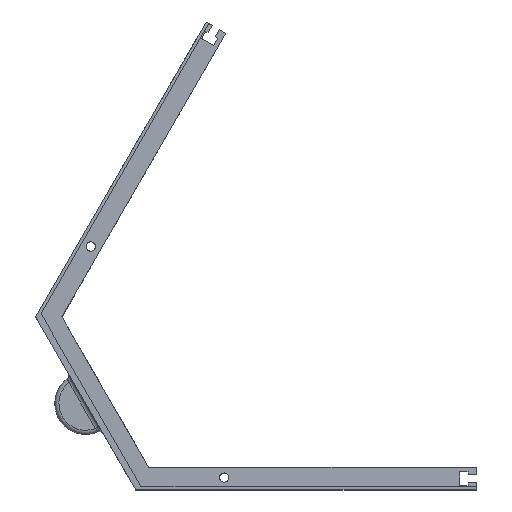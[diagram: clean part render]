
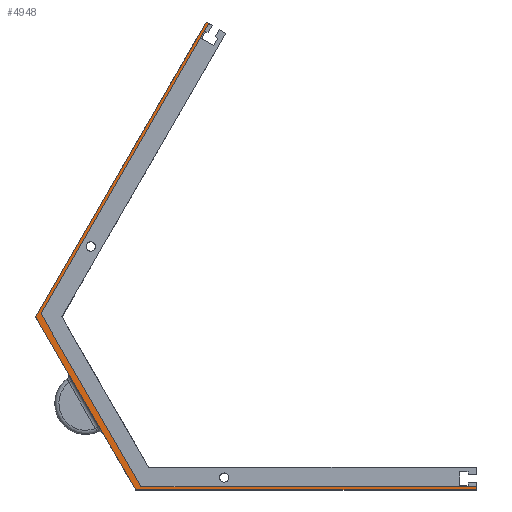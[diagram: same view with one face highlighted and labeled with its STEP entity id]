
A CAD part, top view. The second image highlights one B-rep face of the part: STEP entity #4948.
In plain terms, the highlighted planar face has unit normal (0, 0, 1).
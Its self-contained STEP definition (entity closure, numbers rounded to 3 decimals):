
#124 = ORIENTED_EDGE ( 'NONE', *, *, #4638, .T. ) ;
#135 = CARTESIAN_POINT ( 'NONE',  ( -48.5, 367.654, 20. ) ) ;
#214 = DIRECTION ( 'NONE',  ( 0., 0., 1. ) ) ;
#240 = DIRECTION ( 'NONE',  ( 1., 0., 0. ) ) ;
#251 = VERTEX_POINT ( 'NONE', #2085 ) ;
#406 = CARTESIAN_POINT ( 'NONE',  ( -131.284, 227.272, 20. ) ) ;
#482 = LINE ( 'NONE', #1300, #3342 ) ;
#495 = CARTESIAN_POINT ( 'NONE',  ( -129.985, 226.522, 20. ) ) ;
#558 = LINE ( 'NONE', #2439, #4550 ) ;
#638 = LINE ( 'NONE', #2567, #4757 ) ;
#728 = DIRECTION ( 'NONE',  ( 0., 1., 0. ) ) ;
#740 = CARTESIAN_POINT ( 'NONE',  ( -0.065, 1.5, 20. ) ) ;
#798 = VECTOR ( 'NONE', #4743, 1000. ) ;
#842 = DIRECTION ( 'NONE',  ( 0.5, -0.866, 0. ) ) ;
#849 = VERTEX_POINT ( 'NONE', #495 ) ;
#852 = EDGE_CURVE ( 'NONE', #849, #251, #1625, .T. ) ;
#1008 = VECTOR ( 'NONE', #728, 1000. ) ;
#1077 = ORIENTED_EDGE ( 'NONE', *, *, #1367, .T. ) ;
#1104 = VECTOR ( 'NONE', #3944, 1000. ) ;
#1119 = EDGE_CURVE ( 'NONE', #4616, #3321, #558, .T. ) ;
#1178 = ORIENTED_EDGE ( 'NONE', *, *, #2824, .T. ) ;
#1221 = CARTESIAN_POINT ( 'NONE',  ( -124.118, -71.668, 20. ) ) ;
#1300 = CARTESIAN_POINT ( 'NONE',  ( 65.591, 113.603, 20. ) ) ;
#1367 = EDGE_CURVE ( 'NONE', #1488, #2364, #4685, .T. ) ;
#1440 = PLANE ( 'NONE',  #4569 ) ;
#1467 = ORIENTED_EDGE ( 'NONE', *, *, #1119, .F. ) ;
#1473 = VERTEX_POINT ( 'NONE', #406 ) ;
#1488 = VERTEX_POINT ( 'NONE', #4706 ) ;
#1537 = EDGE_CURVE ( 'NONE', #1473, #849, #482, .T. ) ;
#1552 = VERTEX_POINT ( 'NONE', #2739 ) ;
#1625 = LINE ( 'NONE', #135, #798 ) ;
#1644 = ORIENTED_EDGE ( 'NONE', *, *, #852, .F. ) ;
#1900 = CARTESIAN_POINT ( 'NONE',  ( -0.065, -0.019, 20. ) ) ;
#1971 = VECTOR ( 'NONE', #842, 1000. ) ;
#1998 = LINE ( 'NONE', #3563, #2926 ) ;
#2085 = CARTESIAN_POINT ( 'NONE',  ( -211.406, 85.502, 20. ) ) ;
#2205 = DIRECTION ( 'NONE',  ( 0.5, -0.866, 0. ) ) ;
#2218 = CARTESIAN_POINT ( 'NONE',  ( 0., 0., 20. ) ) ;
#2320 = CARTESIAN_POINT ( 'NONE',  ( 0., 0., 20. ) ) ;
#2338 = CARTESIAN_POINT ( 'NONE',  ( -162.902, 1.5, 20. ) ) ;
#2361 = LINE ( 'NONE', #1221, #1971 ) ;
#2364 = VERTEX_POINT ( 'NONE', #3916 ) ;
#2430 = EDGE_CURVE ( 'NONE', #1552, #1473, #1998, .T. ) ;
#2439 = CARTESIAN_POINT ( 'NONE',  ( -162.902, 1.5, 20. ) ) ;
#2462 = DIRECTION ( 'NONE',  ( 0.866, -0.5, 0. ) ) ;
#2554 = FACE_OUTER_BOUND ( 'NONE', #4821, .T. ) ;
#2567 = CARTESIAN_POINT ( 'NONE',  ( -211.406, 85.502, 20. ) ) ;
#2702 = DIRECTION ( 'NONE',  ( 0.5, 0.866, 0. ) ) ;
#2739 = CARTESIAN_POINT ( 'NONE',  ( -214.004, 84.002, 20. ) ) ;
#2824 = EDGE_CURVE ( 'NONE', #2364, #3321, #3815, .T. ) ;
#2926 = VECTOR ( 'NONE', #2702, 1000. ) ;
#3044 = EDGE_CURVE ( 'NONE', #251, #4616, #638, .T. ) ;
#3321 = VERTEX_POINT ( 'NONE', #740 ) ;
#3342 = VECTOR ( 'NONE', #2462, 1000. ) ;
#3404 = ORIENTED_EDGE ( 'NONE', *, *, #1537, .F. ) ;
#3563 = CARTESIAN_POINT ( 'NONE',  ( -196.875, 113.669, 20. ) ) ;
#3718 = DIRECTION ( 'NONE',  ( 1., 0., 0. ) ) ;
#3815 = LINE ( 'NONE', #1900, #1008 ) ;
#3916 = CARTESIAN_POINT ( 'NONE',  ( -0.065, 0., 20. ) ) ;
#3944 = DIRECTION ( 'NONE',  ( 1., 0., 0. ) ) ;
#4383 = ORIENTED_EDGE ( 'NONE', *, *, #2430, .F. ) ;
#4550 = VECTOR ( 'NONE', #3718, 1000. ) ;
#4569 = AXIS2_PLACEMENT_3D ( 'NONE', #2218, #214, #240 ) ;
#4616 = VERTEX_POINT ( 'NONE', #2338 ) ;
#4638 = EDGE_CURVE ( 'NONE', #1552, #1488, #2361, .T. ) ;
#4685 = LINE ( 'NONE', #2320, #1104 ) ;
#4701 = ORIENTED_EDGE ( 'NONE', *, *, #3044, .F. ) ;
#4706 = CARTESIAN_POINT ( 'NONE',  ( -165.5, 0., 20. ) ) ;
#4743 = DIRECTION ( 'NONE',  ( -0.5, -0.866, 0. ) ) ;
#4757 = VECTOR ( 'NONE', #2205, 1000. ) ;
#4821 = EDGE_LOOP ( 'NONE', ( #3404, #4383, #124, #1077, #1178, #1467, #4701, #1644 ) ) ;
#4948 = ADVANCED_FACE ( 'NONE', ( #2554 ), #1440, .T. ) ;
